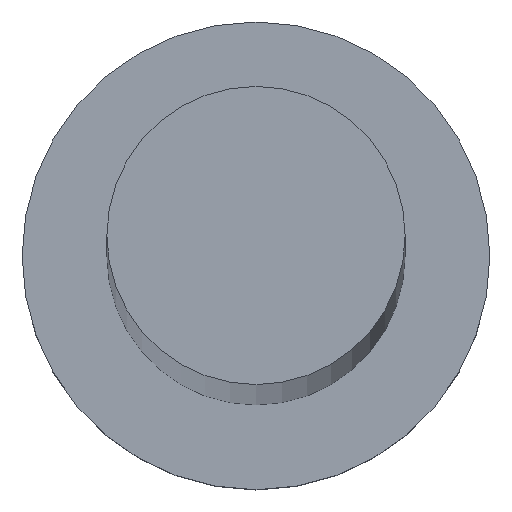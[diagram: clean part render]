
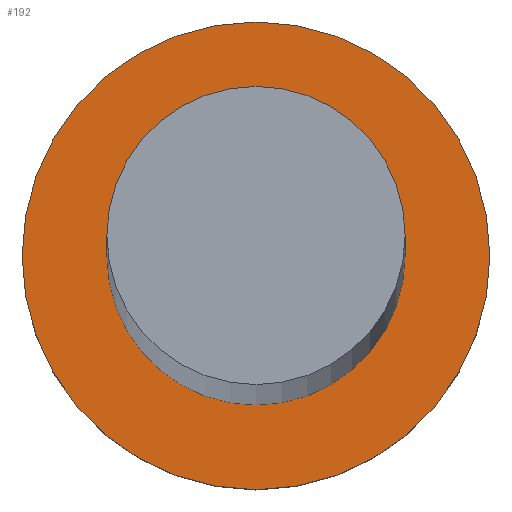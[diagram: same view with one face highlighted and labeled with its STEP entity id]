
A CAD part, top view. The second image highlights one B-rep face of the part: STEP entity #192.
In plain terms, the highlighted planar face has unit normal (0, 0, 1).
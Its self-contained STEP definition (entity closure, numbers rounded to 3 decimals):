
#2 = CIRCLE ( 'NONE', #107, 8. ) ;
#3 = EDGE_LOOP ( 'NONE', ( #230, #26 ) ) ;
#4 = CARTESIAN_POINT ( 'NONE',  ( 0., 0., 5. ) ) ;
#10 = ORIENTED_EDGE ( 'NONE', *, *, #250, .T. ) ;
#17 = CARTESIAN_POINT ( 'NONE',  ( 0., 0., 5. ) ) ;
#21 = CARTESIAN_POINT ( 'NONE',  ( -8., 0., 5. ) ) ;
#25 = CARTESIAN_POINT ( 'NONE',  ( 5.1, 0., 5. ) ) ;
#26 = ORIENTED_EDGE ( 'NONE', *, *, #96, .F. ) ;
#60 = DIRECTION ( 'NONE',  ( 1., 0., 0. ) ) ;
#74 = DIRECTION ( 'NONE',  ( 1., 0., 0. ) ) ;
#81 = VERTEX_POINT ( 'NONE', #247 ) ;
#85 = VERTEX_POINT ( 'NONE', #182 ) ;
#88 = DIRECTION ( 'NONE',  ( 0., 0., 1. ) ) ;
#96 = EDGE_CURVE ( 'NONE', #137, #81, #184, .T. ) ;
#107 = AXIS2_PLACEMENT_3D ( 'NONE', #249, #147, #125 ) ;
#109 = PLANE ( 'NONE',  #222 ) ;
#125 = DIRECTION ( 'NONE',  ( 1., 0., 0. ) ) ;
#129 = FACE_BOUND ( 'NONE', #3, .T. ) ;
#137 = VERTEX_POINT ( 'NONE', #25 ) ;
#140 = FACE_OUTER_BOUND ( 'NONE', #224, .T. ) ;
#143 = DIRECTION ( 'NONE',  ( 0., 0., 1. ) ) ;
#145 = CARTESIAN_POINT ( 'NONE',  ( 0., 0., 5. ) ) ;
#147 = DIRECTION ( 'NONE',  ( 0., 0., 1. ) ) ;
#155 = CIRCLE ( 'NONE', #203, 5.1 ) ;
#166 = DIRECTION ( 'NONE',  ( 1., 0., 0. ) ) ;
#168 = DIRECTION ( 'NONE',  ( 1., 0., 0. ) ) ;
#179 = ORIENTED_EDGE ( 'NONE', *, *, #223, .T. ) ;
#182 = CARTESIAN_POINT ( 'NONE',  ( 8., 0., 5. ) ) ;
#184 = CIRCLE ( 'NONE', #193, 5.1 ) ;
#190 = CARTESIAN_POINT ( 'NONE',  ( 0., 0., 5. ) ) ;
#192 = ADVANCED_FACE ( 'NONE', ( #129, #140 ), #109, .T. ) ;
#193 = AXIS2_PLACEMENT_3D ( 'NONE', #145, #143, #60 ) ;
#195 = AXIS2_PLACEMENT_3D ( 'NONE', #17, #197, #74 ) ;
#197 = DIRECTION ( 'NONE',  ( 0., 0., 1. ) ) ;
#203 = AXIS2_PLACEMENT_3D ( 'NONE', #4, #88, #168 ) ;
#204 = VERTEX_POINT ( 'NONE', #21 ) ;
#210 = DIRECTION ( 'NONE',  ( 0., 0., 1. ) ) ;
#214 = EDGE_CURVE ( 'NONE', #81, #137, #155, .T. ) ;
#222 = AXIS2_PLACEMENT_3D ( 'NONE', #190, #210, #166 ) ;
#223 = EDGE_CURVE ( 'NONE', #204, #85, #2, .T. ) ;
#224 = EDGE_LOOP ( 'NONE', ( #179, #10 ) ) ;
#230 = ORIENTED_EDGE ( 'NONE', *, *, #214, .F. ) ;
#244 = CIRCLE ( 'NONE', #195, 8. ) ;
#247 = CARTESIAN_POINT ( 'NONE',  ( -5.1, 0., 5. ) ) ;
#249 = CARTESIAN_POINT ( 'NONE',  ( 0., 0., 5. ) ) ;
#250 = EDGE_CURVE ( 'NONE', #85, #204, #244, .T. ) ;
